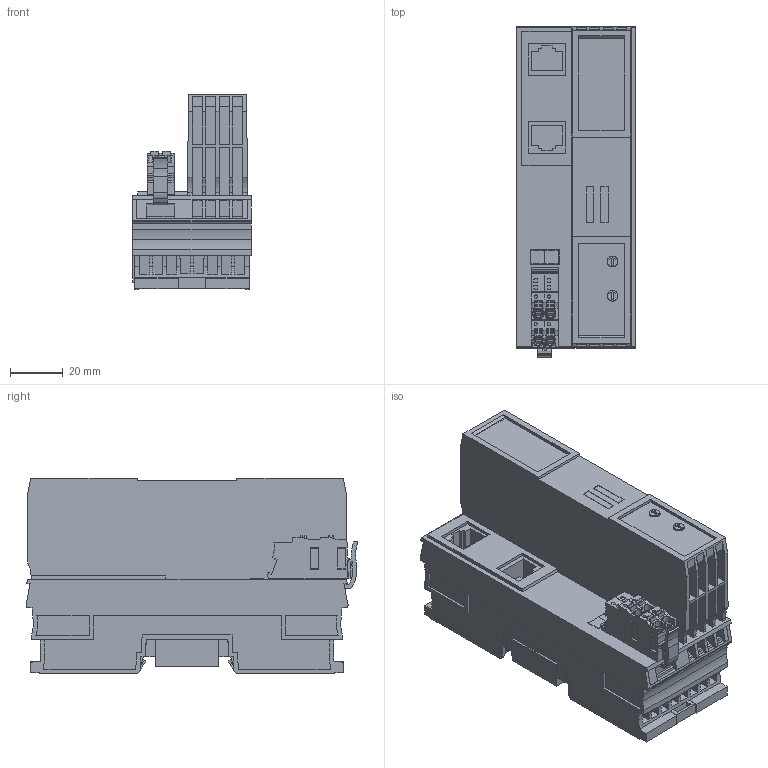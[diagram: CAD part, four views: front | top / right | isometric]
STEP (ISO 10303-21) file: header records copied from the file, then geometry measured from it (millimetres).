
FILE_DESCRIPTION(('HOOPS Exchange Step'),'2;1');
FILE_NAME('export-B6E30B69-2E22-4C16-A2B3-E3263D33A414.stp','2024-05-04T13:56:08+02:00',('Engineering'),('Alibre'),'HOOPS Exchange 2023.0','Alibre','Unknown authorisation');
FILE_SCHEMA( ('AP242_MANAGED_MODEL_BASED_3D_ENGINEERING_MIM_LF {1 0 10303 442 1 1 4 }') );
Length unit declared in the file: millimetre
Products named in the file (7): 6810-6 EtherCAT® Bus coupler - AXL F BK EC- 2688899; 6810-4 EtherCAT® Bus coupler - AXL F BK EC- 2688899; 6810-1 EtherCAT® Bus coupler - AXL F BK EC- 2688899; 6810-3 EtherCAT® Bus coupler - AXL F BK EC- 2688899; 6810-5 EtherCAT® Bus coupler - AXL F BK EC- 2688899; 6810-2 EtherCAT® Bus coupler - AXL F BK EC- 2688899; 6810 EtherCAT® Bus coupler - AXL F BK EC- 2688899
Assembly tree (6 placements, depth 2):
  6810 EtherCAT® Bus coupler - AXL F BK EC- 2688899
    6810-6 EtherCAT® Bus coupler - AXL F BK EC- 2688899
    6810-4 EtherCAT® Bus coupler - AXL F BK EC- 2688899
    6810-1 EtherCAT® Bus coupler - AXL F BK EC- 2688899
    6810-3 EtherCAT® Bus coupler - AXL F BK EC- 2688899
    6810-5 EtherCAT® Bus coupler - AXL F BK EC- 2688899
    6810-2 EtherCAT® Bus coupler - AXL F BK EC- 2688899
Bounding box: 45 x 126.17 x 74.25 mm (x, y, z)
Volume: 269987.4 mm3; surface area: 57508.7 mm2
Topology: 6 solids, 6 shells, 1840 faces, 4886 edges, 3237 vertices
Faces by surface type: plane 1621, cylinder 195, cone 24
Entity records: 58482 total; most frequent: CARTESIAN_POINT 9989, ORIENTED_EDGE 9772, DIRECTION 9094, EDGE_CURVE 4886, VECTOR 4384, LINE 4384, VERTEX_POINT 3237, AXIS2_PLACEMENT_3D 2355
